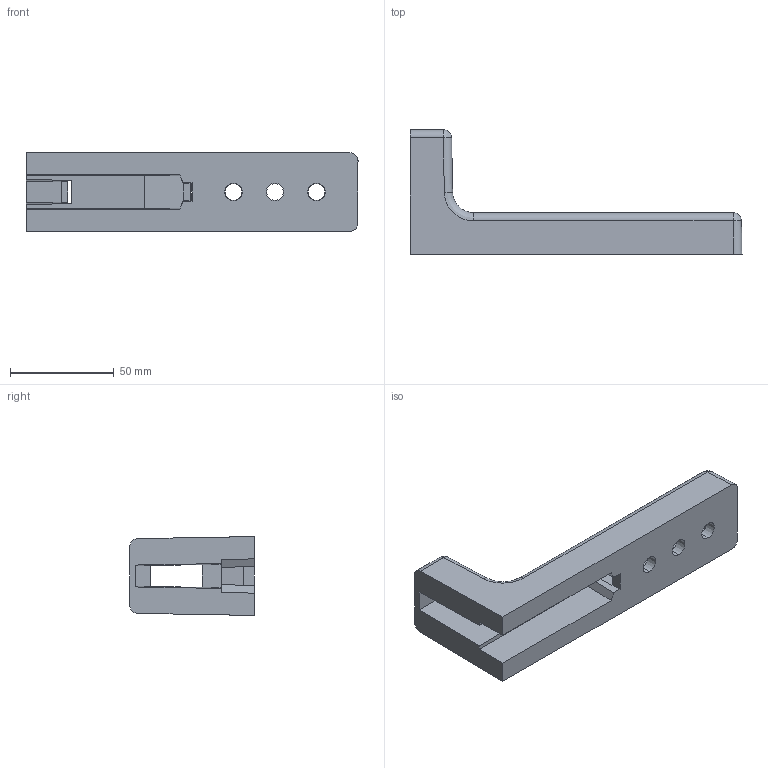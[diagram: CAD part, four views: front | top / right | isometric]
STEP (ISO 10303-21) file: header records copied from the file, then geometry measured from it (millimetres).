
FILE_DESCRIPTION (( 'STEP AP214' ), '1' );
FILE_NAME ('7418210', '2019-02-04T10:21:58', ( '' ), ('JUGARD+KÜNSTNER GmbH'), 'SwSTEP 2.0', 'SolidWorks 2017', '' );
FILE_SCHEMA (( 'AUTOMOTIVE_DESIGN' ));
Length unit declared in the file: millimetre
Products named in the file (1): 7418210_CNAJF00
Bounding box: 160 x 60 x 38 mm (x, y, z)
Volume: 102790.5 mm3; surface area: 29392.3 mm2
Topology: 1 solids, 1 shells, 53 faces, 148 edges, 94 vertices
Faces by surface type: plane 30, cylinder 11, cone 6, bspline 6
Entity records: 1937 total; most frequent: CARTESIAN_POINT 547, ORIENTED_EDGE 296, DIRECTION 264, EDGE_CURVE 148, LINE 108, VECTOR 108, VERTEX_POINT 94, AXIS2_PLACEMENT_3D 78
